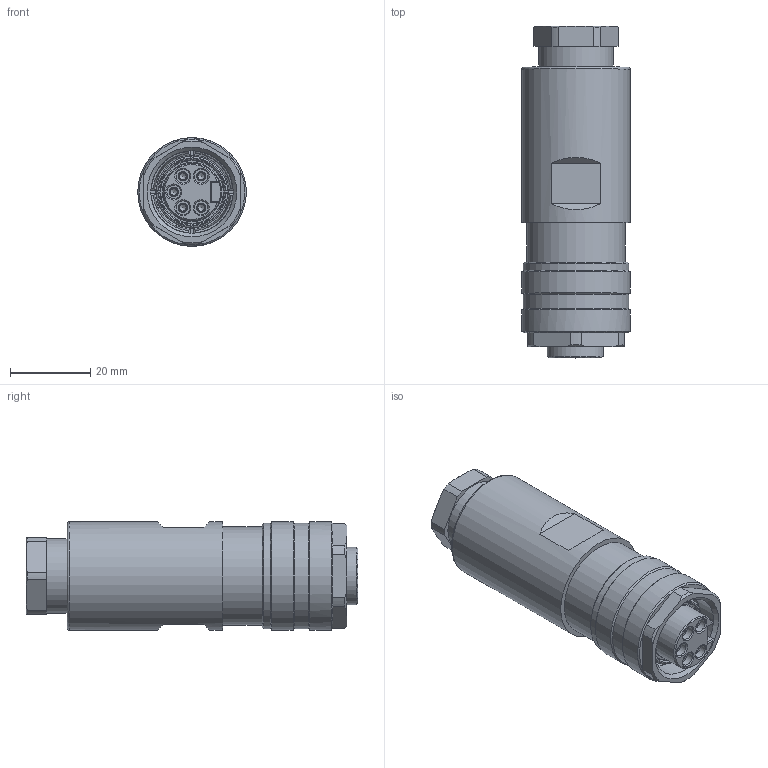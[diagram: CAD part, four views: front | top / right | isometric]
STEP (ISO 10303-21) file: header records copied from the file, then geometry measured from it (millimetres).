
FILE_DESCRIPTION(/* description */ (''),/* implementation_level */ '2;1');
FILE_NAME(/* name */ 'WAKC50_PG11_stp.stp',/* time_stamp */ '2016-11-08T13:52:11+01:00',/* author */ (''),/* organization */ (''),/* preprocessor_version */ 'ST-DEVELOPER v16',/* originating_system */ 'SIEMENS PLM Software NX 10.0',/* authorisation */ '');
FILE_SCHEMA (('AUTOMOTIVE_DESIGN { 1 0 10303 214 3 1 1 1 }'));
Length unit declared in the file: millimetre
Products named in the file (1): WAKC50_PG11_stp
Bounding box: 27 x 82.6 x 27 mm (x, y, z)
Volume: 39219 mm3; surface area: 10694.5 mm2
Topology: 1 solids, 1 shells, 235 faces, 591 edges, 375 vertices
Faces by surface type: plane 112, cone 58, cylinder 55, torus 10
Full cylindrical faces by diameter (mm): 2.1 x5, 2.35 x5, 3.4 x5, 14.3 x1, 17.4 x1, 17.8 x1, 18.6 x1, 20.498 x1, 24.5 x1, 24.8 x1, 26.3 x2, 27 x3
Entity records: 7015 total; most frequent: CARTESIAN_POINT 1771, DIRECTION 1093, ORIENTED_EDGE 1026, EDGE_CURVE 513, AXIS2_PLACEMENT_3D 458, VERTEX_POINT 352, EDGE_LOOP 302, ADVANCED_FACE 235
